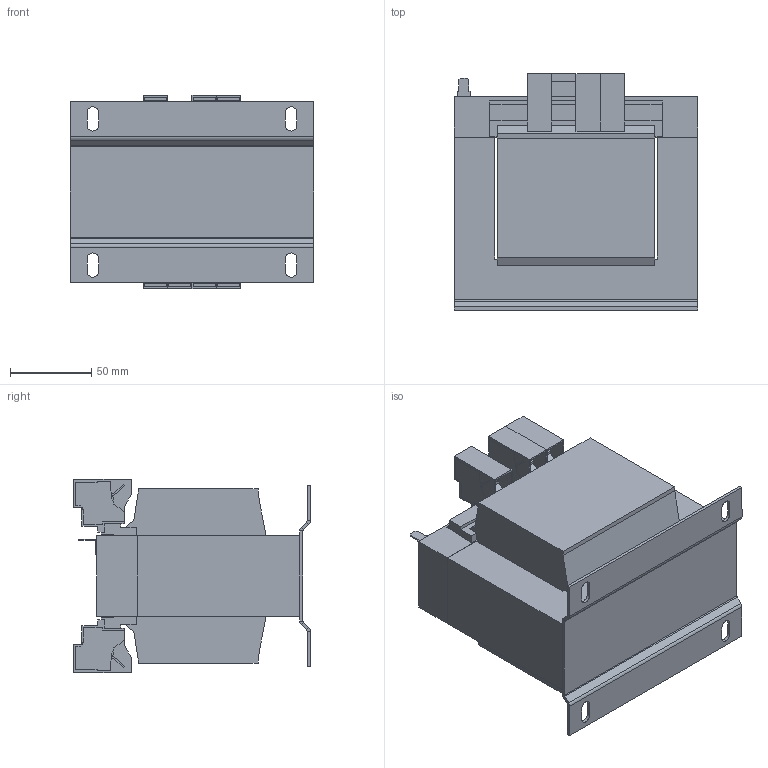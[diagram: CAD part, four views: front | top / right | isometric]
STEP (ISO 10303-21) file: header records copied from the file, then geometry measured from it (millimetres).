
FILE_DESCRIPTION (( 'STEP AP214' ), '1' );
FILE_NAME ('154847.STEP', '2023-07-07T10:38:37', ( '' ), ( '' ), 'SwSTEP 2.0', 'SolidWorks 2018', '' );
FILE_SCHEMA (( 'AUTOMOTIVE_DESIGN' ));
Length unit declared in the file: millimetre
Products named in the file (1): 154847
Bounding box: 150 x 145.57 x 118.9 mm (x, y, z)
Volume: 1488108.9 mm3; surface area: 167420.4 mm2
Topology: 1 solids, 1 shells, 529 faces, 1573 edges, 1046 vertices
Faces by surface type: plane 457, cylinder 72
Entity records: 17573 total; most frequent: CARTESIAN_POINT 3149, ORIENTED_EDGE 3146, DIRECTION 2777, EDGE_CURVE 1573, LINE 1429, VECTOR 1429, VERTEX_POINT 1046, AXIS2_PLACEMENT_3D 674
